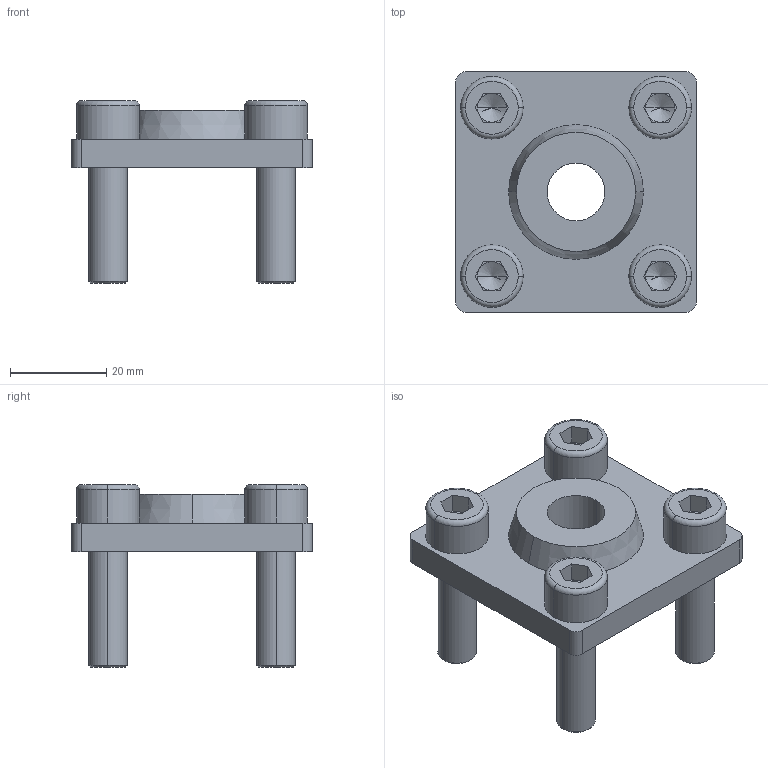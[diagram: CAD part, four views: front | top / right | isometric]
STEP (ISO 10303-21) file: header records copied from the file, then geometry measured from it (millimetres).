
FILE_DESCRIPTION (( 'STEP AP203' ), '1' );
FILE_NAME ('5.31.50.5050.STEP', '2014-06-25T05:36:02', ( 'USER' ), ( 'Microsoft' ), 'SwSTEP 2.0', 'SolidWorks 2012', '' );
FILE_SCHEMA (( 'CONFIG_CONTROL_DESIGN' ));
Length unit declared in the file: millimetre
Products named in the file (1): 5.31.50.5050
Bounding box: 50 x 50 x 38 mm (x, y, z)
Surface area: 12274 mm2 (no closed solid volume)
Topology: 0 solids, 9 shells, 115 faces, 284 edges, 172 vertices
Faces by surface type: plane 59, cylinder 30, cone 18, torus 8
Entity records: 3407 total; most frequent: DIRECTION 628, CARTESIAN_POINT 564, ORIENTED_EDGE 520, EDGE_CURVE 276, AXIS2_PLACEMENT_3D 236, VERTEX_POINT 172, VECTOR 156, LINE 156
